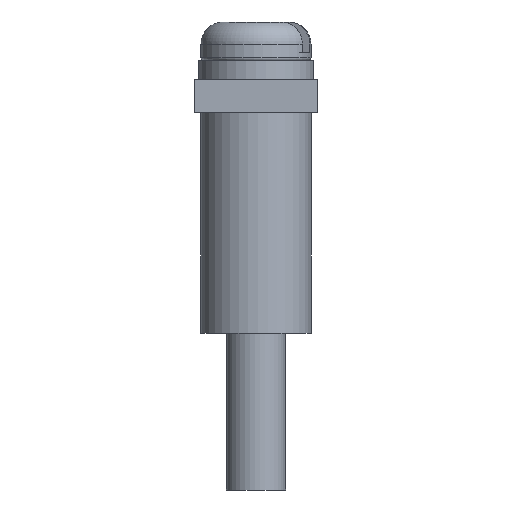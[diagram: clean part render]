
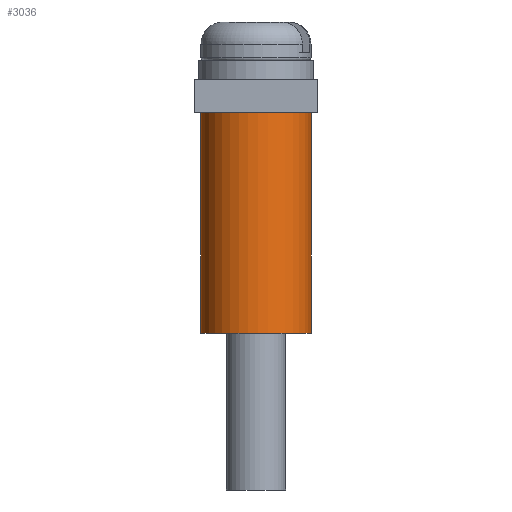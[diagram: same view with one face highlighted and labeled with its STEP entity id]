
A CAD part, front view. The second image highlights one B-rep face of the part: STEP entity #3036.
In plain terms, the highlighted cylindrical face has radius 2 mm (diameter 4 mm), a full revolution.
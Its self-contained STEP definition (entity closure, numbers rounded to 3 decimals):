
#395 = DIRECTION ( 'NONE',  ( 0.742, 0.67, 0. ) ) ;
#743 = AXIS2_PLACEMENT_3D ( 'NONE', #4647, #6989, #7687 ) ;
#1319 = CARTESIAN_POINT ( 'NONE',  ( -24.258, -22.9, 49.6 ) ) ;
#1391 = EDGE_LOOP ( 'NONE', ( #5148 ) ) ;
#2006 = DIRECTION ( 'NONE',  ( 0., 0., 1. ) ) ;
#2077 = CIRCLE ( 'NONE', #4263, 2. ) ;
#2270 = EDGE_LOOP ( 'NONE', ( #8893 ) ) ;
#2686 = CARTESIAN_POINT ( 'NONE',  ( -24.258, -22.9, 57.6 ) ) ;
#2970 = FACE_OUTER_BOUND ( 'NONE', #1391, .T. ) ;
#3036 = ADVANCED_FACE ( 'NONE', ( #2970, #4499 ), #3153, .T. ) ;
#3153 = CYLINDRICAL_SURFACE ( 'NONE', #743, 2. ) ;
#3834 = VERTEX_POINT ( 'NONE', #9348 ) ;
#4263 = AXIS2_PLACEMENT_3D ( 'NONE', #1319, #2006, #5892 ) ;
#4499 = FACE_OUTER_BOUND ( 'NONE', #2270, .T. ) ;
#4647 = CARTESIAN_POINT ( 'NONE',  ( -24.258, -22.9, 57.6 ) ) ;
#4955 = DIRECTION ( 'NONE',  ( 0., 0., 1. ) ) ;
#5148 = ORIENTED_EDGE ( 'NONE', *, *, #6686, .F. ) ;
#5207 = AXIS2_PLACEMENT_3D ( 'NONE', #2686, #4955, #395 ) ;
#5820 = CARTESIAN_POINT ( 'NONE',  ( -22.774, -21.559, 57.6 ) ) ;
#5892 = DIRECTION ( 'NONE',  ( 0.742, 0.67, 0. ) ) ;
#6577 = VERTEX_POINT ( 'NONE', #5820 ) ;
#6686 = EDGE_CURVE ( 'NONE', #6577, #6577, #8721, .T. ) ;
#6989 = DIRECTION ( 'NONE',  ( 0., 0., -1. ) ) ;
#7687 = DIRECTION ( 'NONE',  ( -0.742, -0.67, 0. ) ) ;
#7775 = EDGE_CURVE ( 'NONE', #3834, #3834, #2077, .T. ) ;
#8721 = CIRCLE ( 'NONE', #5207, 2. ) ;
#8893 = ORIENTED_EDGE ( 'NONE', *, *, #7775, .T. ) ;
#9348 = CARTESIAN_POINT ( 'NONE',  ( -22.774, -21.559, 49.6 ) ) ;
